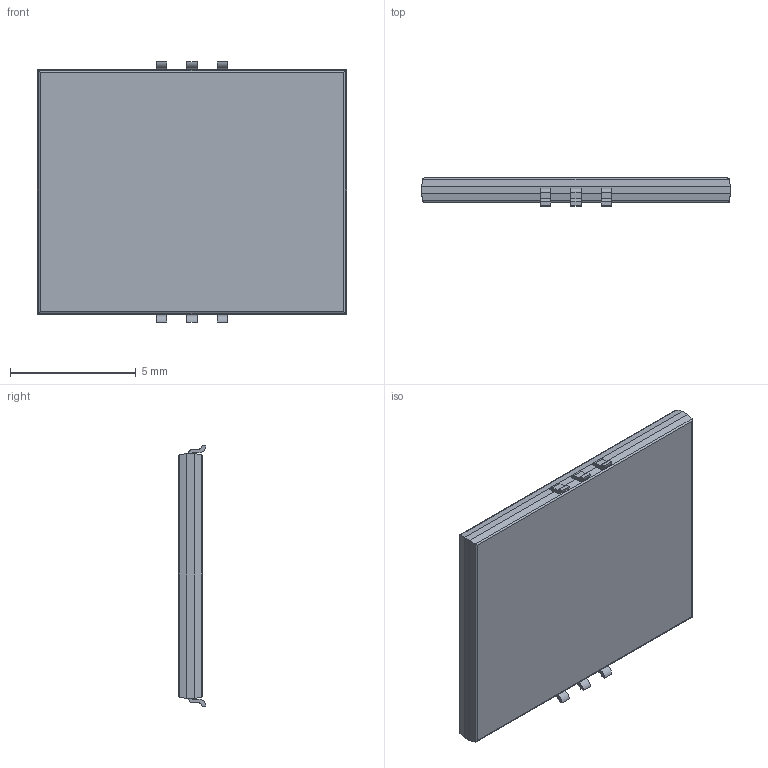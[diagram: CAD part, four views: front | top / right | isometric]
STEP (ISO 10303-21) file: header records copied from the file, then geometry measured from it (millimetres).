
FILE_DESCRIPTION (( 'STEP AP214' ), '1' );
FILE_NAME ( 'Molex_1042240820.step', '2019-08-31T14:54:10', ( '' ), ( '' ), 'Part was generated with the free Library Expert Lite available at www.PCBLibraries.com. Removing line will violate the End User License Agreement.', '©2017 PCB Libraries, Inc.', '' );
FILE_SCHEMA (( 'AUTOMOTIVE_DESIGN' ));
Length unit declared in the file: millimetre
Products named in the file (1): Molex_1042240820
Bounding box: 12.3 x 1.1 x 10.35 mm (x, y, z)
Volume: 115.7 mm3; surface area: 281.6 mm2
Topology: 7 solids, 7 shells, 121 faces, 284 edges, 178 vertices
Faces by surface type: plane 87, cylinder 34
Entity records: 3333 total; most frequent: CARTESIAN_POINT 572, ORIENTED_EDGE 532, DIRECTION 530, EDGE_CURVE 266, VECTOR 206, LINE 206, VERTEX_POINT 172, AXIS2_PLACEMENT_3D 162
